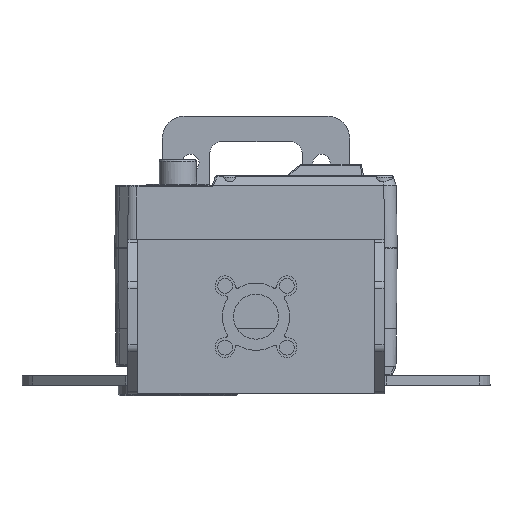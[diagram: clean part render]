
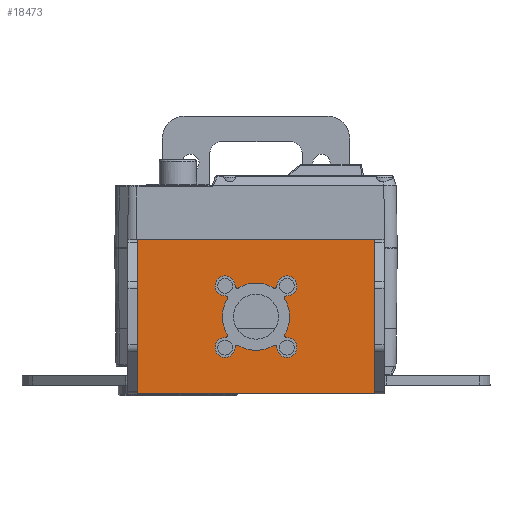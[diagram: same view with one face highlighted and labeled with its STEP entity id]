
A CAD part, front view. The second image highlights one B-rep face of the part: STEP entity #18473.
In plain terms, the highlighted face is planar.
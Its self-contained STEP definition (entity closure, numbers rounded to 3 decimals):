
#290=FACE_BOUND('',#2884,.T.);
#900=PLANE('',#20278);
#1806=FACE_OUTER_BOUND('',#2883,.T.);
#2883=EDGE_LOOP('',(#15746,#15747,#15748,#15749));
#2884=EDGE_LOOP('',(#15750,#15751,#15752,#15753,#15754,#15755,#15756,#15757,
#15758,#15759,#15760,#15761,#15762,#15763,#15764,#15765));
#3857=CIRCLE('',#20279,5.4);
#3858=CIRCLE('',#20280,0.36);
#3859=CIRCLE('',#20281,1.6);
#3860=CIRCLE('',#20282,0.36);
#3861=CIRCLE('',#20283,5.4);
#3862=CIRCLE('',#20284,0.36);
#3863=CIRCLE('',#20285,1.6);
#3864=CIRCLE('',#20286,0.36);
#3865=CIRCLE('',#20287,5.4);
#3866=CIRCLE('',#20288,0.36);
#3867=CIRCLE('',#20289,1.6);
#3868=CIRCLE('',#20290,0.36);
#3869=CIRCLE('',#20291,5.4);
#3870=CIRCLE('',#20292,0.36);
#3871=CIRCLE('',#20293,1.6);
#3872=CIRCLE('',#20294,0.36);
#5314=LINE('',#38062,#6800);
#5316=LINE('',#38066,#6802);
#5317=LINE('',#38068,#6803);
#5318=LINE('',#38069,#6804);
#6800=VECTOR('',#24639,10.);
#6802=VECTOR('',#24643,10.);
#6803=VECTOR('',#24644,10.);
#6804=VECTOR('',#24645,10.);
#8592=VERTEX_POINT('',#37960);
#8639=VERTEX_POINT('',#38061);
#8640=VERTEX_POINT('',#38065);
#8641=VERTEX_POINT('',#38067);
#8642=VERTEX_POINT('',#38070);
#8643=VERTEX_POINT('',#38071);
#8644=VERTEX_POINT('',#38073);
#8645=VERTEX_POINT('',#38075);
#8646=VERTEX_POINT('',#38077);
#8647=VERTEX_POINT('',#38079);
#8648=VERTEX_POINT('',#38081);
#8649=VERTEX_POINT('',#38083);
#8650=VERTEX_POINT('',#38085);
#8651=VERTEX_POINT('',#38087);
#8652=VERTEX_POINT('',#38089);
#8653=VERTEX_POINT('',#38091);
#8654=VERTEX_POINT('',#38093);
#8655=VERTEX_POINT('',#38095);
#8656=VERTEX_POINT('',#38097);
#8657=VERTEX_POINT('',#38099);
#11157=EDGE_CURVE('',#8592,#8639,#5314,.T.);
#11159=EDGE_CURVE('',#8640,#8592,#5316,.T.);
#11160=EDGE_CURVE('',#8641,#8640,#5317,.T.);
#11161=EDGE_CURVE('',#8639,#8641,#5318,.T.);
#11162=EDGE_CURVE('',#8642,#8643,#3857,.T.);
#11163=EDGE_CURVE('',#8644,#8642,#3858,.T.);
#11164=EDGE_CURVE('',#8645,#8644,#3859,.T.);
#11165=EDGE_CURVE('',#8646,#8645,#3860,.T.);
#11166=EDGE_CURVE('',#8647,#8646,#3861,.T.);
#11167=EDGE_CURVE('',#8648,#8647,#3862,.T.);
#11168=EDGE_CURVE('',#8649,#8648,#3863,.T.);
#11169=EDGE_CURVE('',#8650,#8649,#3864,.T.);
#11170=EDGE_CURVE('',#8651,#8650,#3865,.T.);
#11171=EDGE_CURVE('',#8652,#8651,#3866,.T.);
#11172=EDGE_CURVE('',#8653,#8652,#3867,.T.);
#11173=EDGE_CURVE('',#8654,#8653,#3868,.T.);
#11174=EDGE_CURVE('',#8655,#8654,#3869,.T.);
#11175=EDGE_CURVE('',#8656,#8655,#3870,.T.);
#11176=EDGE_CURVE('',#8657,#8656,#3871,.T.);
#11177=EDGE_CURVE('',#8643,#8657,#3872,.T.);
#15746=ORIENTED_EDGE('',*,*,#11159,.F.);
#15747=ORIENTED_EDGE('',*,*,#11160,.F.);
#15748=ORIENTED_EDGE('',*,*,#11161,.F.);
#15749=ORIENTED_EDGE('',*,*,#11157,.F.);
#15750=ORIENTED_EDGE('',*,*,#11162,.F.);
#15751=ORIENTED_EDGE('',*,*,#11163,.F.);
#15752=ORIENTED_EDGE('',*,*,#11164,.F.);
#15753=ORIENTED_EDGE('',*,*,#11165,.F.);
#15754=ORIENTED_EDGE('',*,*,#11166,.F.);
#15755=ORIENTED_EDGE('',*,*,#11167,.F.);
#15756=ORIENTED_EDGE('',*,*,#11168,.F.);
#15757=ORIENTED_EDGE('',*,*,#11169,.F.);
#15758=ORIENTED_EDGE('',*,*,#11170,.F.);
#15759=ORIENTED_EDGE('',*,*,#11171,.F.);
#15760=ORIENTED_EDGE('',*,*,#11172,.F.);
#15761=ORIENTED_EDGE('',*,*,#11173,.F.);
#15762=ORIENTED_EDGE('',*,*,#11174,.F.);
#15763=ORIENTED_EDGE('',*,*,#11175,.F.);
#15764=ORIENTED_EDGE('',*,*,#11176,.F.);
#15765=ORIENTED_EDGE('',*,*,#11177,.F.);
#18473=ADVANCED_FACE('',(#1806,#290),#900,.F.);
#20278=AXIS2_PLACEMENT_3D('',#38064,#24641,#24642);
#20279=AXIS2_PLACEMENT_3D('',#38072,#24646,#24647);
#20280=AXIS2_PLACEMENT_3D('',#38074,#24648,#24649);
#20281=AXIS2_PLACEMENT_3D('',#38076,#24650,#24651);
#20282=AXIS2_PLACEMENT_3D('',#38078,#24652,#24653);
#20283=AXIS2_PLACEMENT_3D('',#38080,#24654,#24655);
#20284=AXIS2_PLACEMENT_3D('',#38082,#24656,#24657);
#20285=AXIS2_PLACEMENT_3D('',#38084,#24658,#24659);
#20286=AXIS2_PLACEMENT_3D('',#38086,#24660,#24661);
#20287=AXIS2_PLACEMENT_3D('',#38088,#24662,#24663);
#20288=AXIS2_PLACEMENT_3D('',#38090,#24664,#24665);
#20289=AXIS2_PLACEMENT_3D('',#38092,#24666,#24667);
#20290=AXIS2_PLACEMENT_3D('',#38094,#24668,#24669);
#20291=AXIS2_PLACEMENT_3D('',#38096,#24670,#24671);
#20292=AXIS2_PLACEMENT_3D('',#38098,#24672,#24673);
#20293=AXIS2_PLACEMENT_3D('',#38100,#24674,#24675);
#20294=AXIS2_PLACEMENT_3D('',#38101,#24676,#24677);
#24639=DIRECTION('',(-1.,0.,0.));
#24641=DIRECTION('center_axis',(0.,0.,1.));
#24642=DIRECTION('ref_axis',(1.,0.,0.));
#24643=DIRECTION('',(0.,1.,0.));
#24644=DIRECTION('',(1.,0.,0.));
#24645=DIRECTION('',(0.,-1.,0.));
#24646=DIRECTION('center_axis',(0.,0.,-1.));
#24647=DIRECTION('ref_axis',(-0.519,-0.855,0.));
#24648=DIRECTION('center_axis',(0.,0.,1.));
#24649=DIRECTION('ref_axis',(1.,-0.014,0.));
#24650=DIRECTION('center_axis',(0.,0.,-1.));
#24651=DIRECTION('ref_axis',(-1.,0.014,0.));
#24652=DIRECTION('center_axis',(0.,0.,1.));
#24653=DIRECTION('ref_axis',(-0.855,0.519,0.));
#24654=DIRECTION('center_axis',(0.,0.,-1.));
#24655=DIRECTION('ref_axis',(0.855,-0.519,0.));
#24656=DIRECTION('center_axis',(0.,0.,1.));
#24657=DIRECTION('ref_axis',(0.014,1.,0.));
#24658=DIRECTION('center_axis',(0.,0.,-1.));
#24659=DIRECTION('ref_axis',(-0.014,-1.,0.));
#24660=DIRECTION('center_axis',(0.,0.,1.));
#24661=DIRECTION('ref_axis',(-0.519,-0.855,0.));
#24662=DIRECTION('center_axis',(0.,0.,-1.));
#24663=DIRECTION('ref_axis',(0.519,0.855,0.));
#24664=DIRECTION('center_axis',(0.,0.,1.));
#24665=DIRECTION('ref_axis',(-1.,0.014,0.));
#24666=DIRECTION('center_axis',(0.,0.,-1.));
#24667=DIRECTION('ref_axis',(1.,-0.014,0.));
#24668=DIRECTION('center_axis',(0.,0.,1.));
#24669=DIRECTION('ref_axis',(0.855,-0.519,0.));
#24670=DIRECTION('center_axis',(0.,0.,-1.));
#24671=DIRECTION('ref_axis',(-0.855,0.519,0.));
#24672=DIRECTION('center_axis',(0.,0.,1.));
#24673=DIRECTION('ref_axis',(-0.014,-1.,0.));
#24674=DIRECTION('center_axis',(0.,0.,-1.));
#24675=DIRECTION('ref_axis',(0.014,1.,0.));
#24676=DIRECTION('center_axis',(0.,0.,1.));
#24677=DIRECTION('ref_axis',(0.519,0.855,0.));
#37960=CARTESIAN_POINT('',(-164.379,81.9,0.));
#38061=CARTESIAN_POINT('',(-202.379,81.9,0.));
#38062=CARTESIAN_POINT('',(-136.932,81.9,0.));
#38064=CARTESIAN_POINT('Origin',(-183.379,69.52,0.));
#38065=CARTESIAN_POINT('',(-164.379,57.14,0.));
#38066=CARTESIAN_POINT('',(-164.379,34.76,0.));
#38067=CARTESIAN_POINT('',(-202.379,57.14,0.));
#38068=CARTESIAN_POINT('',(-229.826,57.14,0.));
#38069=CARTESIAN_POINT('',(-202.379,34.76,0.));
#38070=CARTESIAN_POINT('',(-180.576,64.904,0.));
#38071=CARTESIAN_POINT('',(-186.182,64.904,0.));
#38072=CARTESIAN_POINT('Origin',(-183.379,69.52,0.));
#38073=CARTESIAN_POINT('',(-180.029,64.592,0.));
#38074=CARTESIAN_POINT('Origin',(-180.389,64.596,0.));
#38075=CARTESIAN_POINT('',(-178.451,66.17,0.));
#38076=CARTESIAN_POINT('Origin',(-178.429,64.57,0.));
#38077=CARTESIAN_POINT('',(-178.763,66.717,0.));
#38078=CARTESIAN_POINT('Origin',(-178.456,66.53,0.));
#38079=CARTESIAN_POINT('',(-178.763,72.323,0.));
#38080=CARTESIAN_POINT('Origin',(-183.379,69.52,0.));
#38081=CARTESIAN_POINT('',(-178.451,72.869,0.));
#38082=CARTESIAN_POINT('Origin',(-178.456,72.51,0.));
#38083=CARTESIAN_POINT('',(-180.029,74.448,0.));
#38084=CARTESIAN_POINT('Origin',(-178.429,74.469,0.));
#38085=CARTESIAN_POINT('',(-180.576,74.135,0.));
#38086=CARTESIAN_POINT('Origin',(-180.389,74.443,0.));
#38087=CARTESIAN_POINT('',(-186.182,74.135,0.));
#38088=CARTESIAN_POINT('Origin',(-183.379,69.52,0.));
#38089=CARTESIAN_POINT('',(-186.729,74.448,0.));
#38090=CARTESIAN_POINT('Origin',(-186.369,74.443,0.));
#38091=CARTESIAN_POINT('',(-188.307,72.869,0.));
#38092=CARTESIAN_POINT('Origin',(-188.329,74.469,0.));
#38093=CARTESIAN_POINT('',(-187.994,72.323,0.));
#38094=CARTESIAN_POINT('Origin',(-188.302,72.51,0.));
#38095=CARTESIAN_POINT('',(-187.994,66.717,0.));
#38096=CARTESIAN_POINT('Origin',(-183.379,69.52,0.));
#38097=CARTESIAN_POINT('',(-188.307,66.17,0.));
#38098=CARTESIAN_POINT('Origin',(-188.302,66.53,0.));
#38099=CARTESIAN_POINT('',(-186.729,64.592,0.));
#38100=CARTESIAN_POINT('Origin',(-188.329,64.57,0.));
#38101=CARTESIAN_POINT('Origin',(-186.369,64.596,0.));
